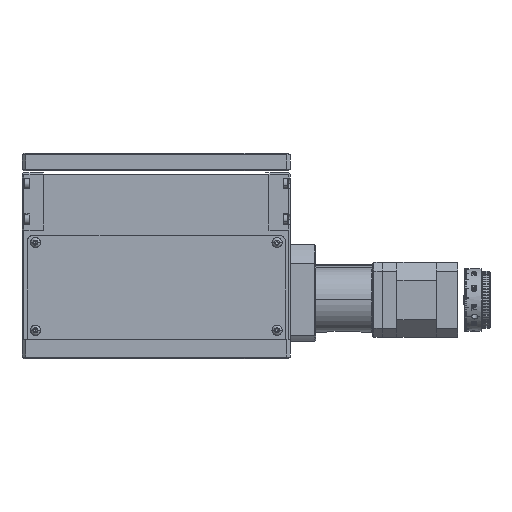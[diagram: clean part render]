
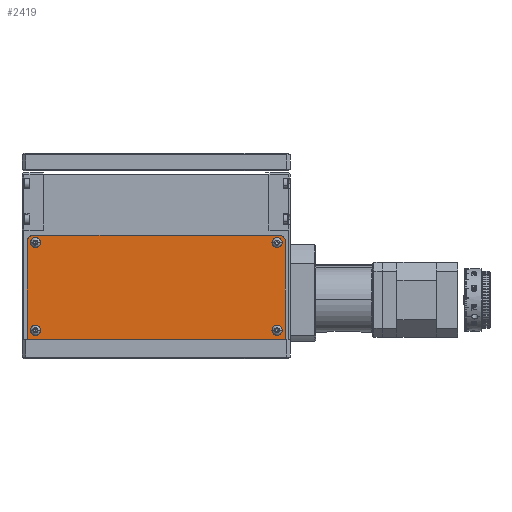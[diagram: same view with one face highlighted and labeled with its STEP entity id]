
A CAD part, front view. The second image highlights one B-rep face of the part: STEP entity #2419.
In plain terms, the highlighted planar face has unit normal (0, -1, 0).
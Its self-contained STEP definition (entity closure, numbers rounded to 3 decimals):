
#245 = ORIENTED_EDGE ( 'NONE', *, *, #42939, .T. ) ;
#430 = VERTEX_POINT ( 'NONE', #32505 ) ;
#708 = DIRECTION ( 'NONE',  ( 0., -1., 0. ) ) ;
#1070 = DIRECTION ( 'NONE',  ( 0., 0., 1. ) ) ;
#1180 = ORIENTED_EDGE ( 'NONE', *, *, #13016, .T. ) ;
#1188 = LINE ( 'NONE', #51508, #26672 ) ;
#1462 = EDGE_CURVE ( 'NONE', #4916, #430, #21772, .T. ) ;
#1672 = CIRCLE ( 'NONE', #14116, 2. ) ;
#2366 = CARTESIAN_POINT ( 'NONE',  ( -69., -58.5, 66. ) ) ;
#2419 = ADVANCED_FACE ( 'NONE', ( #8685, #29653, #39380, #26955, #25659 ), #42548, .T. ) ;
#3451 = VERTEX_POINT ( 'NONE', #49350 ) ;
#3803 = CARTESIAN_POINT ( 'NONE',  ( 75., -58.5, 11. ) ) ;
#4897 = AXIS2_PLACEMENT_3D ( 'NONE', #44109, #52660, #31325 ) ;
#4916 = VERTEX_POINT ( 'NONE', #42182 ) ;
#4931 = EDGE_LOOP ( 'NONE', ( #10146, #35696, #245, #30527, #1180, #39314 ) ) ;
#5667 = CIRCLE ( 'NONE', #32458, 2. ) ;
#5932 = AXIS2_PLACEMENT_3D ( 'NONE', #40426, #43905, #48631 ) ;
#6948 = CIRCLE ( 'NONE', #5932, 2. ) ;
#6950 = VERTEX_POINT ( 'NONE', #20636 ) ;
#8004 = VERTEX_POINT ( 'NONE', #49173 ) ;
#8685 = FACE_BOUND ( 'NONE', #53970, .T. ) ;
#9732 = CIRCLE ( 'NONE', #19447, 2. ) ;
#9747 = DIRECTION ( 'NONE',  ( 0., -1., 0. ) ) ;
#10083 = CIRCLE ( 'NONE', #44829, 2. ) ;
#10126 = DIRECTION ( 'NONE',  ( -1., 0., 0. ) ) ;
#10146 = ORIENTED_EDGE ( 'NONE', *, *, #1462, .T. ) ;
#10550 = CIRCLE ( 'NONE', #4897, 3. ) ;
#11817 = EDGE_CURVE ( 'NONE', #430, #53950, #10550, .T. ) ;
#12144 = VECTOR ( 'NONE', #42609, 1000. ) ;
#12387 = VERTEX_POINT ( 'NONE', #14396 ) ;
#13016 = EDGE_CURVE ( 'NONE', #35448, #46574, #23248, .T. ) ;
#14116 = AXIS2_PLACEMENT_3D ( 'NONE', #38445, #47221, #43210 ) ;
#14396 = CARTESIAN_POINT ( 'NONE',  ( -69.5, -58.5, 65. ) ) ;
#15116 = DIRECTION ( 'NONE',  ( 0., -1., 0. ) ) ;
#15667 = CIRCLE ( 'NONE', #30028, 2. ) ;
#16656 = EDGE_LOOP ( 'NONE', ( #31281, #22001 ) ) ;
#16991 = CARTESIAN_POINT ( 'NONE',  ( -67.5, -58.5, 65. ) ) ;
#17474 = CARTESIAN_POINT ( 'NONE',  ( -72., -58.5, 11. ) ) ;
#18350 = DIRECTION ( 'NONE',  ( 0., -1., 0. ) ) ;
#19447 = AXIS2_PLACEMENT_3D ( 'NONE', #43913, #9747, #31108 ) ;
#20073 = DIRECTION ( 'NONE',  ( 1., 0., 0. ) ) ;
#20636 = CARTESIAN_POINT ( 'NONE',  ( 65.5, -58.5, 65. ) ) ;
#20934 = CARTESIAN_POINT ( 'NONE',  ( -65.5, -58.5, 16. ) ) ;
#21294 = EDGE_CURVE ( 'NONE', #36792, #53972, #15667, .T. ) ;
#21357 = DIRECTION ( 'NONE',  ( -1., 0., 0. ) ) ;
#21772 = LINE ( 'NONE', #25934, #37485 ) ;
#22001 = ORIENTED_EDGE ( 'NONE', *, *, #37963, .F. ) ;
#22251 = EDGE_CURVE ( 'NONE', #39723, #35448, #38616, .T. ) ;
#23204 = AXIS2_PLACEMENT_3D ( 'NONE', #43226, #18350, #10126 ) ;
#23248 = LINE ( 'NONE', #26336, #12144 ) ;
#24219 = AXIS2_PLACEMENT_3D ( 'NONE', #34503, #51463, #46740 ) ;
#24784 = CARTESIAN_POINT ( 'NONE',  ( -69., -58.5, 69. ) ) ;
#24973 = CARTESIAN_POINT ( 'NONE',  ( 69., -58.5, 69. ) ) ;
#25659 = FACE_OUTER_BOUND ( 'NONE', #4931, .T. ) ;
#25934 = CARTESIAN_POINT ( 'NONE',  ( 72., -58.5, 69. ) ) ;
#25977 = CIRCLE ( 'NONE', #35109, 2. ) ;
#26336 = CARTESIAN_POINT ( 'NONE',  ( -72., -58.5, 69. ) ) ;
#26498 = DIRECTION ( 'NONE',  ( -1., 0., 0. ) ) ;
#26622 = ORIENTED_EDGE ( 'NONE', *, *, #35983, .F. ) ;
#26672 = VECTOR ( 'NONE', #26498, 1000. ) ;
#26955 = FACE_BOUND ( 'NONE', #16656, .T. ) ;
#28607 = ORIENTED_EDGE ( 'NONE', *, *, #36959, .F. ) ;
#28779 = EDGE_CURVE ( 'NONE', #46574, #4916, #33617, .T. ) ;
#29065 = EDGE_LOOP ( 'NONE', ( #40490, #26622 ) ) ;
#29653 = FACE_BOUND ( 'NONE', #29065, .T. ) ;
#30028 = AXIS2_PLACEMENT_3D ( 'NONE', #33813, #708, #21357 ) ;
#30527 = ORIENTED_EDGE ( 'NONE', *, *, #22251, .T. ) ;
#30647 = CARTESIAN_POINT ( 'NONE',  ( -69.5, -58.5, 16. ) ) ;
#30753 = EDGE_CURVE ( 'NONE', #35482, #46970, #5667, .T. ) ;
#31086 = CARTESIAN_POINT ( 'NONE',  ( 67.5, -58.5, 16. ) ) ;
#31108 = DIRECTION ( 'NONE',  ( -1., 0., 0. ) ) ;
#31281 = ORIENTED_EDGE ( 'NONE', *, *, #21294, .F. ) ;
#31325 = DIRECTION ( 'NONE',  ( -1., 0., 0. ) ) ;
#31380 = CIRCLE ( 'NONE', #23204, 2. ) ;
#32458 = AXIS2_PLACEMENT_3D ( 'NONE', #31086, #48066, #39508 ) ;
#32505 = CARTESIAN_POINT ( 'NONE',  ( 72., -58.5, 66. ) ) ;
#32982 = VECTOR ( 'NONE', #20073, 1000. ) ;
#33617 = LINE ( 'NONE', #3803, #32982 ) ;
#33813 = CARTESIAN_POINT ( 'NONE',  ( -67.5, -58.5, 16. ) ) ;
#34503 = CARTESIAN_POINT ( 'NONE',  ( 0., -58.5, 41.5 ) ) ;
#34703 = EDGE_CURVE ( 'NONE', #12387, #8004, #6948, .T. ) ;
#35109 = AXIS2_PLACEMENT_3D ( 'NONE', #40153, #15116, #44522 ) ;
#35448 = VERTEX_POINT ( 'NONE', #52125 ) ;
#35482 = VERTEX_POINT ( 'NONE', #46449 ) ;
#35696 = ORIENTED_EDGE ( 'NONE', *, *, #11817, .T. ) ;
#35853 = DIRECTION ( 'NONE',  ( 0., -1., 0. ) ) ;
#35922 = ORIENTED_EDGE ( 'NONE', *, *, #42519, .F. ) ;
#35983 = EDGE_CURVE ( 'NONE', #8004, #12387, #10083, .T. ) ;
#36065 = AXIS2_PLACEMENT_3D ( 'NONE', #2366, #35853, #44401 ) ;
#36792 = VERTEX_POINT ( 'NONE', #30647 ) ;
#36959 = EDGE_CURVE ( 'NONE', #46970, #35482, #25977, .T. ) ;
#37212 = ORIENTED_EDGE ( 'NONE', *, *, #51568, .F. ) ;
#37485 = VECTOR ( 'NONE', #1070, 1000. ) ;
#37963 = EDGE_CURVE ( 'NONE', #53972, #36792, #1672, .T. ) ;
#38445 = CARTESIAN_POINT ( 'NONE',  ( -67.5, -58.5, 16. ) ) ;
#38616 = CIRCLE ( 'NONE', #36065, 3. ) ;
#39314 = ORIENTED_EDGE ( 'NONE', *, *, #28779, .T. ) ;
#39380 = FACE_BOUND ( 'NONE', #49485, .T. ) ;
#39508 = DIRECTION ( 'NONE',  ( -1., 0., 0. ) ) ;
#39723 = VERTEX_POINT ( 'NONE', #24784 ) ;
#40153 = CARTESIAN_POINT ( 'NONE',  ( 67.5, -58.5, 16. ) ) ;
#40426 = CARTESIAN_POINT ( 'NONE',  ( -67.5, -58.5, 65. ) ) ;
#40490 = ORIENTED_EDGE ( 'NONE', *, *, #34703, .F. ) ;
#42182 = CARTESIAN_POINT ( 'NONE',  ( 72., -58.5, 11. ) ) ;
#42519 = EDGE_CURVE ( 'NONE', #3451, #6950, #9732, .T. ) ;
#42548 = PLANE ( 'NONE',  #24219 ) ;
#42609 = DIRECTION ( 'NONE',  ( 0., 0., -1. ) ) ;
#42654 = CARTESIAN_POINT ( 'NONE',  ( 65.5, -58.5, 16. ) ) ;
#42939 = EDGE_CURVE ( 'NONE', #53950, #39723, #1188, .T. ) ;
#43210 = DIRECTION ( 'NONE',  ( -1., 0., 0. ) ) ;
#43226 = CARTESIAN_POINT ( 'NONE',  ( 67.5, -58.5, 65. ) ) ;
#43905 = DIRECTION ( 'NONE',  ( 0., -1., 0. ) ) ;
#43913 = CARTESIAN_POINT ( 'NONE',  ( 67.5, -58.5, 65. ) ) ;
#44109 = CARTESIAN_POINT ( 'NONE',  ( 69., -58.5, 66. ) ) ;
#44401 = DIRECTION ( 'NONE',  ( -1., 0., 0. ) ) ;
#44522 = DIRECTION ( 'NONE',  ( -1., 0., 0. ) ) ;
#44829 = AXIS2_PLACEMENT_3D ( 'NONE', #16991, #50409, #50758 ) ;
#46449 = CARTESIAN_POINT ( 'NONE',  ( 69.5, -58.5, 16. ) ) ;
#46574 = VERTEX_POINT ( 'NONE', #17474 ) ;
#46740 = DIRECTION ( 'NONE',  ( -1., 0., 0. ) ) ;
#46970 = VERTEX_POINT ( 'NONE', #42654 ) ;
#47221 = DIRECTION ( 'NONE',  ( 0., -1., 0. ) ) ;
#48066 = DIRECTION ( 'NONE',  ( 0., -1., 0. ) ) ;
#48235 = ORIENTED_EDGE ( 'NONE', *, *, #30753, .F. ) ;
#48631 = DIRECTION ( 'NONE',  ( -1., 0., 0. ) ) ;
#49173 = CARTESIAN_POINT ( 'NONE',  ( -65.5, -58.5, 65. ) ) ;
#49350 = CARTESIAN_POINT ( 'NONE',  ( 69.5, -58.5, 65. ) ) ;
#49485 = EDGE_LOOP ( 'NONE', ( #37212, #35922 ) ) ;
#50409 = DIRECTION ( 'NONE',  ( 0., -1., 0. ) ) ;
#50758 = DIRECTION ( 'NONE',  ( -1., 0., 0. ) ) ;
#51463 = DIRECTION ( 'NONE',  ( 0., -1., 0. ) ) ;
#51508 = CARTESIAN_POINT ( 'NONE',  ( -72., -58.5, 69. ) ) ;
#51568 = EDGE_CURVE ( 'NONE', #6950, #3451, #31380, .T. ) ;
#52125 = CARTESIAN_POINT ( 'NONE',  ( -72., -58.5, 66. ) ) ;
#52660 = DIRECTION ( 'NONE',  ( 0., -1., 0. ) ) ;
#53950 = VERTEX_POINT ( 'NONE', #24973 ) ;
#53970 = EDGE_LOOP ( 'NONE', ( #28607, #48235 ) ) ;
#53972 = VERTEX_POINT ( 'NONE', #20934 ) ;
